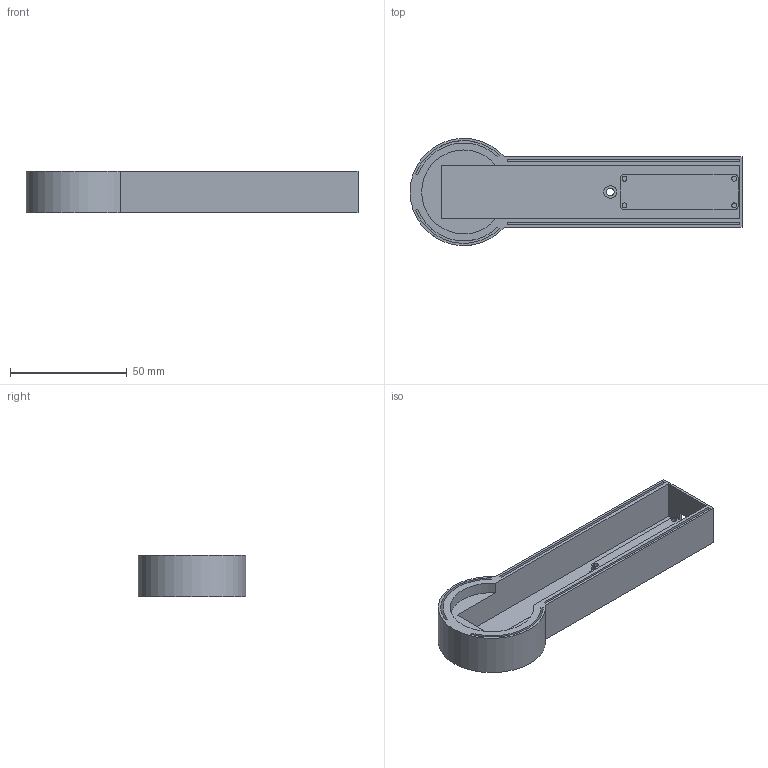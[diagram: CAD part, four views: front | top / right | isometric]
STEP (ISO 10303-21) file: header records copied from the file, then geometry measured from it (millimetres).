
FILE_DESCRIPTION(/* description */ (''),/* implementation_level */ '2;1');
FILE_NAME(/* name */ 'Bottom.step',/* time_stamp */ '2023-01-29T12:33:22-05:00',/* author */ (''),/* organization */ (''),/* preprocessor_version */ 'ST-DEVELOPER v19',/* originating_system */ 'Autodesk Translation Framework v11.7.0.108',/* authorisation */ '');
FILE_SCHEMA (('AUTOMOTIVE_DESIGN { 1 0 10303 214 3 1 1 }'));
Length unit declared in the file: millimetre
Products named in the file (1): Bottom
Bounding box: 142.3 x 46 x 18 mm (x, y, z)
Volume: 30242.4 mm3; surface area: 25644.8 mm2
Topology: 1 solids, 1 shells, 57 faces, 132 edges, 88 vertices
Faces by surface type: plane 41, cylinder 16
Full cylindrical faces by diameter (mm): 2.1 x4, 3.302 x1, 5.429 x1
Entity records: 1666 total; most frequent: DIRECTION 280, CARTESIAN_POINT 278, ORIENTED_EDGE 264, EDGE_CURVE 132, LINE 100, VECTOR 100, AXIS2_PLACEMENT_3D 90, VERTEX_POINT 88
